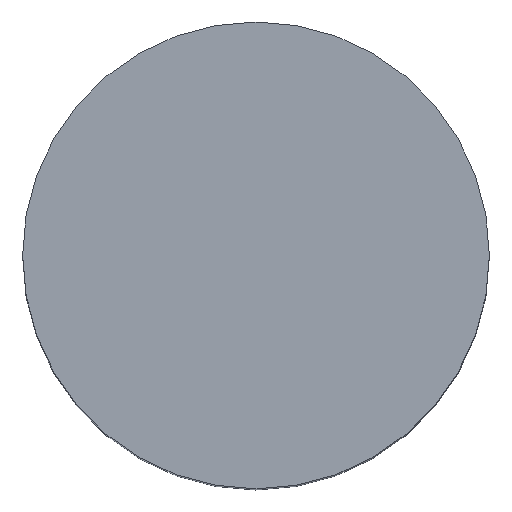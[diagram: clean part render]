
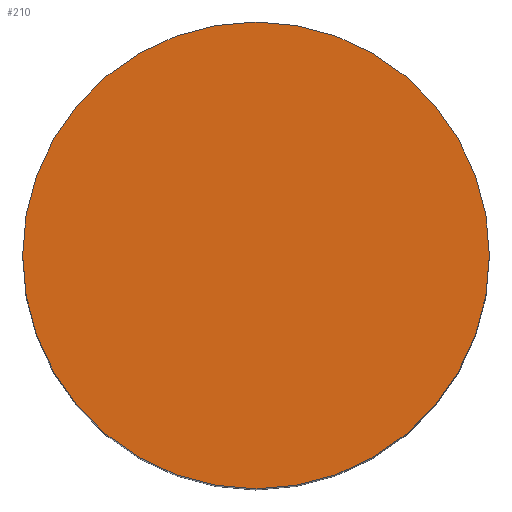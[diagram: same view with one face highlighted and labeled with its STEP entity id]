
A CAD part, top view. The second image highlights one B-rep face of the part: STEP entity #210.
In plain terms, the highlighted planar face has unit normal (0, 0, 1).
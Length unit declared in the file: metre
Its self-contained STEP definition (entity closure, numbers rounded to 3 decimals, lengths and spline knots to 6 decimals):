
#40=ORIENTED_EDGE('',*,*,#79,.T.);
#79=EDGE_CURVE('',#100,#100,#118,.T.);
#100=VERTEX_POINT('',#376);
#118=CIRCLE('',#250,0.0195);
#138=EDGE_LOOP('',(#40));
#172=FACE_BOUND('',#138,.T.);
#197=PLANE('',#252);
#210=ADVANCED_FACE('',(#172),#197,.T.);
#250=AXIS2_PLACEMENT_3D('',#375,#301,#302);
#252=AXIS2_PLACEMENT_3D('',#379,#305,#306);
#301=DIRECTION('',(0.,0.,1.));
#302=DIRECTION('',(1.,0.,0.));
#305=DIRECTION('',(0.,0.,1.));
#306=DIRECTION('',(1.,0.,0.));
#375=CARTESIAN_POINT('',(0.,0.,0.0955));
#376=CARTESIAN_POINT('',(0.0195,0.,0.0955));
#379=CARTESIAN_POINT('',(0.,0.,0.0955));
